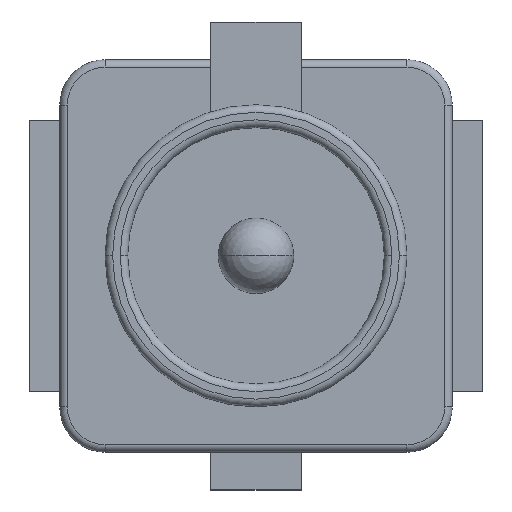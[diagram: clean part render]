
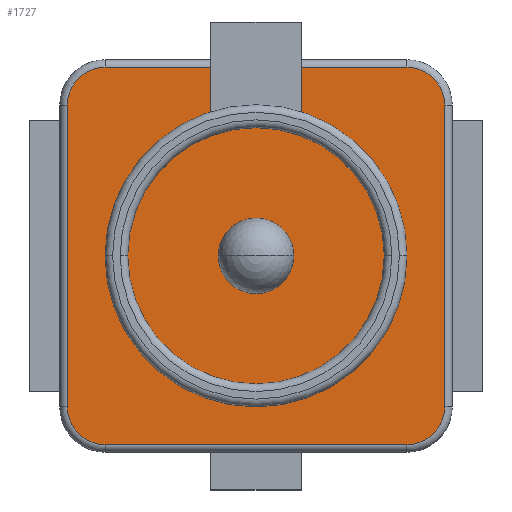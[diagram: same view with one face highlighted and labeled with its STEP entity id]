
A CAD part, top view. The second image highlights one B-rep face of the part: STEP entity #1727.
In plain terms, the highlighted planar face has unit normal (0, 0, 1).
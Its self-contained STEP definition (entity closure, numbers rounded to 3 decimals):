
#994=CARTESIAN_POINT('',(1.0,-1.25,0.35));
#995=VERTEX_POINT('',#994);
#1003=CARTESIAN_POINT('',(-1.0,-1.25,0.35));
#1004=VERTEX_POINT('',#1003);
#1005=CARTESIAN_POINT('',(1.0,-1.25,0.35));
#1006=DIRECTION('',(-1.0,0.0,0.0));
#1007=VECTOR('',#1006,2.0);
#1008=LINE('',#1005,#1007);
#1009=EDGE_CURVE('',#995,#1004,#1008,.T.);
#1036=CARTESIAN_POINT('',(1.25,-1.,0.35));
#1037=VERTEX_POINT('',#1036);
#1045=CARTESIAN_POINT('',(1.0,-1.,0.35));
#1046=DIRECTION('',(0.0,0.0,-1.));
#1047=DIRECTION('',(0.707,-0.707,0.0));
#1048=AXIS2_PLACEMENT_3D('',#1045,#1046,#1047);
#1049=CIRCLE('',#1048,0.25);
#1050=EDGE_CURVE('',#1037,#995,#1049,.T.);
#1068=CARTESIAN_POINT('',(-1.25,-1.,0.35));
#1069=VERTEX_POINT('',#1068);
#1087=CARTESIAN_POINT('',(-1.0,-1.,0.35));
#1088=DIRECTION('',(0.0,0.0,-1.));
#1089=DIRECTION('',(-0.707,-0.707,0.0));
#1090=AXIS2_PLACEMENT_3D('',#1087,#1088,#1089);
#1091=CIRCLE('',#1090,0.25);
#1092=EDGE_CURVE('',#1004,#1069,#1091,.T.);
#1104=CARTESIAN_POINT('',(1.25,1.,0.35));
#1105=VERTEX_POINT('',#1104);
#1113=CARTESIAN_POINT('',(1.25,1.,0.35));
#1114=DIRECTION('',(0.0,-1.0,0.0));
#1115=VECTOR('',#1114,2.0);
#1116=LINE('',#1113,#1115);
#1117=EDGE_CURVE('',#1105,#1037,#1116,.T.);
#1134=CARTESIAN_POINT('',(-1.25,1.0,0.35));
#1135=VERTEX_POINT('',#1134);
#1152=CARTESIAN_POINT('',(-1.25,-1.,0.35));
#1153=DIRECTION('',(0.0,1.0,0.0));
#1154=VECTOR('',#1153,2.);
#1155=LINE('',#1152,#1154);
#1156=EDGE_CURVE('',#1069,#1135,#1155,.T.);
#1168=CARTESIAN_POINT('',(1.,1.25,0.35));
#1169=VERTEX_POINT('',#1168);
#1177=CARTESIAN_POINT('',(1.,1.,0.35));
#1178=DIRECTION('',(0.0,0.0,-1.));
#1179=DIRECTION('',(0.707,0.707,0.0));
#1180=AXIS2_PLACEMENT_3D('',#1177,#1178,#1179);
#1181=CIRCLE('',#1180,0.25);
#1182=EDGE_CURVE('',#1169,#1105,#1181,.T.);
#1200=CARTESIAN_POINT('',(-1.,1.25,0.35));
#1201=VERTEX_POINT('',#1200);
#1219=CARTESIAN_POINT('',(-1.,1.0,0.35));
#1220=DIRECTION('',(0.0,0.0,-1.));
#1221=DIRECTION('',(-0.707,0.707,0.0));
#1222=AXIS2_PLACEMENT_3D('',#1219,#1220,#1221);
#1223=CIRCLE('',#1222,0.25);
#1224=EDGE_CURVE('',#1135,#1201,#1223,.T.);
#1236=CARTESIAN_POINT('',(0.3,1.25,0.35));
#1237=VERTEX_POINT('',#1236);
#1245=CARTESIAN_POINT('',(0.3,1.25,0.35));
#1246=DIRECTION('',(1.0,0.0,0.0));
#1247=VECTOR('',#1246,0.7);
#1248=LINE('',#1245,#1247);
#1249=EDGE_CURVE('',#1237,#1169,#1248,.T.);
#1266=CARTESIAN_POINT('',(-0.3,1.25,0.35));
#1267=VERTEX_POINT('',#1266);
#1284=CARTESIAN_POINT('',(-1.,1.25,0.35));
#1285=DIRECTION('',(1.0,0.0,0.0));
#1286=VECTOR('',#1285,0.7);
#1287=LINE('',#1284,#1286);
#1288=EDGE_CURVE('',#1201,#1267,#1287,.T.);
#1614=CARTESIAN_POINT('',(-0.3,0.954,0.35));
#1615=VERTEX_POINT('',#1614);
#1616=CARTESIAN_POINT('',(-0.3,0.954,0.35));
#1617=DIRECTION('',(0.0,1.0,0.0));
#1618=VECTOR('',#1617,0.296);
#1619=LINE('',#1616,#1618);
#1620=EDGE_CURVE('',#1615,#1267,#1619,.T.);
#1655=CARTESIAN_POINT('',(0.3,0.954,0.35));
#1656=VERTEX_POINT('',#1655);
#1663=CARTESIAN_POINT('',(0.3,1.25,0.35));
#1664=DIRECTION('',(0.0,-1.0,0.0));
#1665=VECTOR('',#1664,0.296);
#1666=LINE('',#1663,#1665);
#1667=EDGE_CURVE('',#1237,#1656,#1666,.T.);
#1677=CARTESIAN_POINT('',(0.,0.,0.35));
#1678=DIRECTION('',(0.0,0.0,1.0));
#1679=DIRECTION('',(0.0,1.0,0.0));
#1680=AXIS2_PLACEMENT_3D('',#1677,#1678,#1679);
#1681=CIRCLE('',#1680,1.);
#1682=EDGE_CURVE('',#1656,#1615,#1681,.T.);
#1708=CARTESIAN_POINT('',(0.,0.,0.35));
#1709=DIRECTION('',(0.0,0.0,1.0));
#1710=DIRECTION('',(1.0,0.0,0.0));
#1711=AXIS2_PLACEMENT_3D('',#1708,#1709,#1710);
#1712=PLANE('',#1711);
#1713=ORIENTED_EDGE('',*,*,#1249,.F.);
#1714=ORIENTED_EDGE('',*,*,#1667,.T.);
#1715=ORIENTED_EDGE('',*,*,#1682,.T.);
#1716=ORIENTED_EDGE('',*,*,#1620,.T.);
#1717=ORIENTED_EDGE('',*,*,#1288,.F.);
#1718=ORIENTED_EDGE('',*,*,#1224,.F.);
#1719=ORIENTED_EDGE('',*,*,#1156,.F.);
#1720=ORIENTED_EDGE('',*,*,#1092,.F.);
#1721=ORIENTED_EDGE('',*,*,#1009,.F.);
#1722=ORIENTED_EDGE('',*,*,#1050,.F.);
#1723=ORIENTED_EDGE('',*,*,#1117,.F.);
#1724=ORIENTED_EDGE('',*,*,#1182,.F.);
#1725=EDGE_LOOP('',(#1713,#1714,#1715,#1716,#1717,#1718,#1719,#1720,#1721,#1722,#1723,#1724));
#1726=FACE_OUTER_BOUND('',#1725,.T.);
#1727=ADVANCED_FACE('',(#1726),#1712,.T.);
